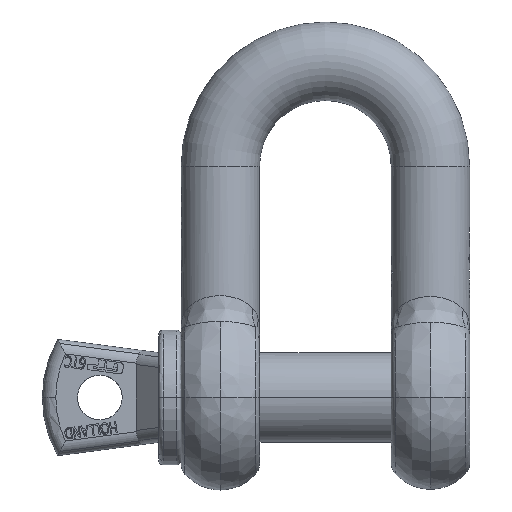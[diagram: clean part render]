
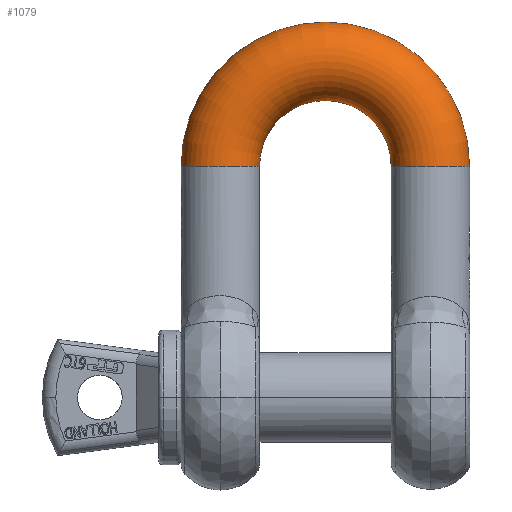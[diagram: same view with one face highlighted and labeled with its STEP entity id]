
A CAD part, top view. The second image highlights one B-rep face of the part: STEP entity #1079.
In plain terms, the highlighted toroidal (fillet/blend) face has major radius 37.5 mm and minor radius 14 mm.
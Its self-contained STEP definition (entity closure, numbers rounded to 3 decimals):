
#1079=ADVANCED_FACE('',(#2618),#2619,.T.);
#2618=FACE_OUTER_BOUND('',#5844,.T.);
#2619=TOROIDAL_SURFACE('',#5845,37.5,14.0);
#5844=EDGE_LOOP('',(#10785,#10786,#10787,#10788));
#5845=AXIS2_PLACEMENT_3D('',#10789,#10790,#10791);
#10785=ORIENTED_EDGE('',*,*,#15903,.F.);
#10786=ORIENTED_EDGE('',*,*,#16080,.F.);
#10787=ORIENTED_EDGE('',*,*,#15901,.F.);
#10788=ORIENTED_EDGE('',*,*,#15583,.T.);
#10789=CARTESIAN_POINT('',(0.0,82.5,0.0));
#10790=DIRECTION('',(0.0,0.0,-1.0));
#10791=DIRECTION('',(-1.0,0.0,0.0));
#15583=EDGE_CURVE('',#18272,#18274,#18691,.F.);
#15901=EDGE_CURVE('',#18272,#19144,#19145,.F.);
#15903=EDGE_CURVE('',#19146,#18274,#19148,.T.);
#16080=EDGE_CURVE('',#19144,#19146,#19384,.T.);
#18272=VERTEX_POINT('',#22961);
#18274=VERTEX_POINT('',#22964);
#18691=CIRCLE('',#24440,14.0);
#19144=VERTEX_POINT('',#25428);
#19145=CIRCLE('',#25429,23.5);
#19146=VERTEX_POINT('',#25430);
#19148=CIRCLE('',#25432,51.5);
#19384=CIRCLE('',#25945,14.0);
#22961=CARTESIAN_POINT('',(23.5,82.5,0.0));
#22964=CARTESIAN_POINT('',(51.5,82.5,0.));
#24440=AXIS2_PLACEMENT_3D('',#33371,#33372,#33373);
#25428=CARTESIAN_POINT('',(-23.5,82.5,0.0));
#25429=AXIS2_PLACEMENT_3D('',#33441,#33442,#33443);
#25430=CARTESIAN_POINT('',(-51.5,82.5,0.));
#25432=AXIS2_PLACEMENT_3D('',#33447,#33448,#33449);
#25945=AXIS2_PLACEMENT_3D('',#33507,#33508,#33509);
#33371=CARTESIAN_POINT('',(37.5,82.5,0.0));
#33372=DIRECTION('',(0.0,-1.0,0.0));
#33373=DIRECTION('',(1.0,0.0,0.0));
#33441=CARTESIAN_POINT('',(0.0,82.5,0.));
#33442=DIRECTION('',(0.0,0.0,-1.0));
#33443=DIRECTION('',(1.0,0.0,0.0));
#33447=CARTESIAN_POINT('',(0.0,82.5,0.0));
#33448=DIRECTION('',(0.0,0.0,-1.0));
#33449=DIRECTION('',(1.0,0.0,0.0));
#33507=CARTESIAN_POINT('',(-37.5,82.5,0.0));
#33508=DIRECTION('',(0.0,-1.0,0.0));
#33509=DIRECTION('',(1.0,0.0,0.0));
